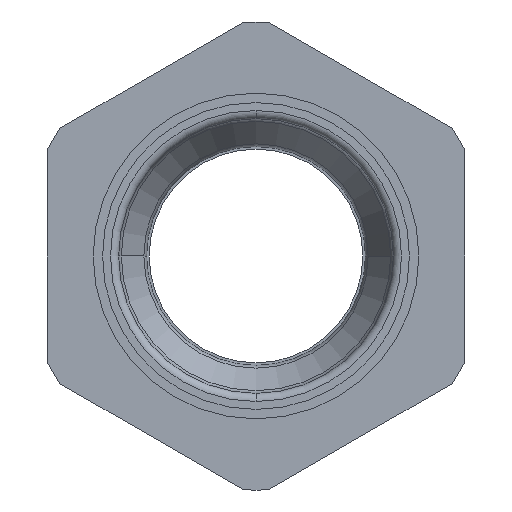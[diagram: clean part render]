
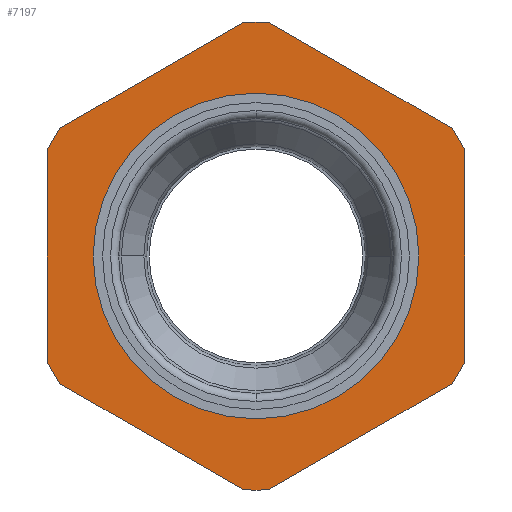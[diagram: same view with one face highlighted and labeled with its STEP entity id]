
A CAD part, front view. The second image highlights one B-rep face of the part: STEP entity #7197.
In plain terms, the highlighted planar face has unit normal (0, -1, 0).
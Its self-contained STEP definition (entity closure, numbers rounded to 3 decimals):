
#17 = CARTESIAN_POINT ( 'NONE',  ( -12.539, -3.5, 19.281 ) ) ;
#349 = DIRECTION ( 'NONE',  ( 0.5, 0., 0.866 ) ) ;
#473 = CIRCLE ( 'NONE', #11510, 23. ) ;
#531 = CARTESIAN_POINT ( 'NONE',  ( 0., -3.5, 16. ) ) ;
#670 = DIRECTION ( 'NONE',  ( 0., -1., 0. ) ) ;
#875 = CIRCLE ( 'NONE', #6114, 23. ) ;
#1169 = EDGE_CURVE ( 'NONE', #6250, #2993, #4344, .T. ) ;
#1218 = EDGE_CURVE ( 'NONE', #5560, #8955, #5087, .T. ) ;
#1250 = CARTESIAN_POINT ( 'NONE',  ( -10.428, -3.5, 20.5 ) ) ;
#1259 = CARTESIAN_POINT ( 'NONE',  ( -10.428, -3.5, -20.5 ) ) ;
#1449 = CIRCLE ( 'NONE', #7143, 23. ) ;
#1479 = DIRECTION ( 'NONE',  ( 0., -1., 0. ) ) ;
#1691 = CIRCLE ( 'NONE', #6323, 23. ) ;
#2096 = VERTEX_POINT ( 'NONE', #5736 ) ;
#2211 = VERTEX_POINT ( 'NONE', #2243 ) ;
#2243 = CARTESIAN_POINT ( 'NONE',  ( 10.428, -3.5, -20.5 ) ) ;
#2444 = EDGE_CURVE ( 'NONE', #4707, #8232, #8376, .T. ) ;
#2623 = VECTOR ( 'NONE', #11378, 1000. ) ;
#2745 = LINE ( 'NONE', #10909, #2623 ) ;
#2823 = EDGE_CURVE ( 'NONE', #6083, #3242, #4187, .T. ) ;
#2920 = AXIS2_PLACEMENT_3D ( 'NONE', #9826, #9616, #9421 ) ;
#2993 = VERTEX_POINT ( 'NONE', #1259 ) ;
#3222 = ORIENTED_EDGE ( 'NONE', *, *, #10577, .F. ) ;
#3241 = ORIENTED_EDGE ( 'NONE', *, *, #1218, .F. ) ;
#3242 = VERTEX_POINT ( 'NONE', #6866 ) ;
#3297 = DIRECTION ( 'NONE',  ( 0., 0., 1. ) ) ;
#3310 = DIRECTION ( 'NONE',  ( 0., -1., 0. ) ) ;
#3334 = CARTESIAN_POINT ( 'NONE',  ( 0., -3.5, 0. ) ) ;
#3382 = ORIENTED_EDGE ( 'NONE', *, *, #5880, .T. ) ;
#3394 = CIRCLE ( 'NONE', #2920, 23. ) ;
#3481 = ORIENTED_EDGE ( 'NONE', *, *, #8868, .F. ) ;
#3499 = CARTESIAN_POINT ( 'NONE',  ( -12.539, -3.5, -19.281 ) ) ;
#3595 = ORIENTED_EDGE ( 'NONE', *, *, #10008, .T. ) ;
#3731 = ORIENTED_EDGE ( 'NONE', *, *, #9446, .F. ) ;
#3871 = ORIENTED_EDGE ( 'NONE', *, *, #1169, .T. ) ;
#3889 = ORIENTED_EDGE ( 'NONE', *, *, #7255, .F. ) ;
#3986 = ORIENTED_EDGE ( 'NONE', *, *, #6158, .T. ) ;
#4026 = ORIENTED_EDGE ( 'NONE', *, *, #10992, .F. ) ;
#4045 = VERTEX_POINT ( 'NONE', #9340 ) ;
#4166 = ORIENTED_EDGE ( 'NONE', *, *, #6251, .T. ) ;
#4187 = LINE ( 'NONE', #7875, #4363 ) ;
#4215 = VECTOR ( 'NONE', #349, 1000. ) ;
#4244 = DIRECTION ( 'NONE',  ( 0., 0., 1. ) ) ;
#4306 = DIRECTION ( 'NONE',  ( 0., -1., 0. ) ) ;
#4318 = CARTESIAN_POINT ( 'NONE',  ( 0., -3.5, 0. ) ) ;
#4325 = LINE ( 'NONE', #8297, #4215 ) ;
#4344 = CIRCLE ( 'NONE', #4484, 23. ) ;
#4363 = VECTOR ( 'NONE', #5911, 1000. ) ;
#4423 = ORIENTED_EDGE ( 'NONE', *, *, #2823, .F. ) ;
#4484 = AXIS2_PLACEMENT_3D ( 'NONE', #7914, #9915, #5287 ) ;
#4495 = ORIENTED_EDGE ( 'NONE', *, *, #6553, .T. ) ;
#4692 = AXIS2_PLACEMENT_3D ( 'NONE', #7954, #10268, #7565 ) ;
#4707 = VERTEX_POINT ( 'NONE', #1250 ) ;
#4729 = CIRCLE ( 'NONE', #6303, 16. ) ;
#4740 = ORIENTED_EDGE ( 'NONE', *, *, #2444, .F. ) ;
#4911 = CARTESIAN_POINT ( 'NONE',  ( 23.671, -3.5, 0. ) ) ;
#4936 = CARTESIAN_POINT ( 'NONE',  ( 10.428, -3.5, 20.5 ) ) ;
#4981 = DIRECTION ( 'NONE',  ( -0.5, 0., -0.866 ) ) ;
#5087 = CIRCLE ( 'NONE', #4692, 16. ) ;
#5168 = CARTESIAN_POINT ( 'NONE',  ( 11.836, -3.5, -20.5 ) ) ;
#5200 = DIRECTION ( 'NONE',  ( -1., 0., 0. ) ) ;
#5277 = VERTEX_POINT ( 'NONE', #17 ) ;
#5287 = DIRECTION ( 'NONE',  ( 0., 0., 1. ) ) ;
#5501 = DIRECTION ( 'NONE',  ( 0., 0., 1. ) ) ;
#5560 = VERTEX_POINT ( 'NONE', #9659 ) ;
#5736 = CARTESIAN_POINT ( 'NONE',  ( 22.968, -3.5, -1.219 ) ) ;
#5771 = EDGE_LOOP ( 'NONE', ( #3382, #3481, #3595, #3731, #3871, #3889, #3986, #4026, #4166, #4423, #4495, #4740 ) ) ;
#5794 = CARTESIAN_POINT ( 'NONE',  ( 0., -3.5, 0. ) ) ;
#5857 = DIRECTION ( 'NONE',  ( 0., 0., 1. ) ) ;
#5880 = EDGE_CURVE ( 'NONE', #4707, #5277, #473, .T. ) ;
#5885 = CARTESIAN_POINT ( 'NONE',  ( 12.539, -3.5, 19.281 ) ) ;
#5888 = DIRECTION ( 'NONE',  ( 0., 1., 0. ) ) ;
#5911 = DIRECTION ( 'NONE',  ( 0.5, 0., -0.866 ) ) ;
#6076 = PLANE ( 'NONE',  #8440 ) ;
#6083 = VERTEX_POINT ( 'NONE', #5885 ) ;
#6114 = AXIS2_PLACEMENT_3D ( 'NONE', #8135, #1479, #5501 ) ;
#6158 = EDGE_CURVE ( 'NONE', #2211, #4045, #1449, .T. ) ;
#6220 = CARTESIAN_POINT ( 'NONE',  ( 0., -3.5, 0. ) ) ;
#6250 = VERTEX_POINT ( 'NONE', #3499 ) ;
#6251 = EDGE_CURVE ( 'NONE', #2096, #3242, #1691, .T. ) ;
#6303 = AXIS2_PLACEMENT_3D ( 'NONE', #5794, #670, #6451 ) ;
#6323 = AXIS2_PLACEMENT_3D ( 'NONE', #3334, #3310, #3297 ) ;
#6451 = DIRECTION ( 'NONE',  ( 0., 0., 1. ) ) ;
#6553 = EDGE_CURVE ( 'NONE', #6083, #8232, #3394, .T. ) ;
#6750 = CARTESIAN_POINT ( 'NONE',  ( -22.968, -3.5, -1.219 ) ) ;
#6866 = CARTESIAN_POINT ( 'NONE',  ( 22.968, -3.5, 1.219 ) ) ;
#7143 = AXIS2_PLACEMENT_3D ( 'NONE', #4318, #4306, #4244 ) ;
#7197 = ADVANCED_FACE ( 'NONE', ( #9789, #9822 ), #6076, .F. ) ;
#7255 = EDGE_CURVE ( 'NONE', #2211, #2993, #9672, .T. ) ;
#7565 = DIRECTION ( 'NONE',  ( 0., 0., 1. ) ) ;
#7875 = CARTESIAN_POINT ( 'NONE',  ( 11.836, -3.5, 20.5 ) ) ;
#7914 = CARTESIAN_POINT ( 'NONE',  ( 0., -3.5, 0. ) ) ;
#7954 = CARTESIAN_POINT ( 'NONE',  ( 0., -3.5, 0. ) ) ;
#8135 = CARTESIAN_POINT ( 'NONE',  ( 0., -3.5, 0. ) ) ;
#8232 = VERTEX_POINT ( 'NONE', #4936 ) ;
#8297 = CARTESIAN_POINT ( 'NONE',  ( -23.671, -3.5, 0. ) ) ;
#8376 = LINE ( 'NONE', #8705, #8726 ) ;
#8386 = VERTEX_POINT ( 'NONE', #9546 ) ;
#8440 = AXIS2_PLACEMENT_3D ( 'NONE', #6220, #5888, #5857 ) ;
#8558 = LINE ( 'NONE', #4911, #11028 ) ;
#8705 = CARTESIAN_POINT ( 'NONE',  ( -11.836, -3.5, 20.5 ) ) ;
#8726 = VECTOR ( 'NONE', #9507, 1000. ) ;
#8868 = EDGE_CURVE ( 'NONE', #8386, #5277, #4325, .T. ) ;
#8955 = VERTEX_POINT ( 'NONE', #531 ) ;
#9340 = CARTESIAN_POINT ( 'NONE',  ( 12.539, -3.5, -19.281 ) ) ;
#9343 = DIRECTION ( 'NONE',  ( 0., 0., 1. ) ) ;
#9402 = DIRECTION ( 'NONE',  ( 0., -1., 0. ) ) ;
#9419 = CARTESIAN_POINT ( 'NONE',  ( 0., -3.5, 0. ) ) ;
#9420 = EDGE_LOOP ( 'NONE', ( #3222, #3241 ) ) ;
#9421 = DIRECTION ( 'NONE',  ( 0., 0., 1. ) ) ;
#9446 = EDGE_CURVE ( 'NONE', #6250, #10170, #2745, .T. ) ;
#9507 = DIRECTION ( 'NONE',  ( 1., 0., 0. ) ) ;
#9541 = VECTOR ( 'NONE', #5200, 1000. ) ;
#9546 = CARTESIAN_POINT ( 'NONE',  ( -22.968, -3.5, 1.219 ) ) ;
#9616 = DIRECTION ( 'NONE',  ( 0., -1., 0. ) ) ;
#9659 = CARTESIAN_POINT ( 'NONE',  ( 0., -3.5, -16. ) ) ;
#9672 = LINE ( 'NONE', #5168, #9541 ) ;
#9789 = FACE_BOUND ( 'NONE', #9420, .T. ) ;
#9822 = FACE_OUTER_BOUND ( 'NONE', #5771, .T. ) ;
#9826 = CARTESIAN_POINT ( 'NONE',  ( 0., -3.5, 0. ) ) ;
#9915 = DIRECTION ( 'NONE',  ( 0., -1., 0. ) ) ;
#10008 = EDGE_CURVE ( 'NONE', #8386, #10170, #875, .T. ) ;
#10170 = VERTEX_POINT ( 'NONE', #6750 ) ;
#10268 = DIRECTION ( 'NONE',  ( 0., -1., 0. ) ) ;
#10577 = EDGE_CURVE ( 'NONE', #8955, #5560, #4729, .T. ) ;
#10909 = CARTESIAN_POINT ( 'NONE',  ( -11.836, -3.5, -20.5 ) ) ;
#10992 = EDGE_CURVE ( 'NONE', #2096, #4045, #8558, .T. ) ;
#11028 = VECTOR ( 'NONE', #4981, 1000. ) ;
#11378 = DIRECTION ( 'NONE',  ( -0.5, 0., 0.866 ) ) ;
#11510 = AXIS2_PLACEMENT_3D ( 'NONE', #9419, #9402, #9343 ) ;
